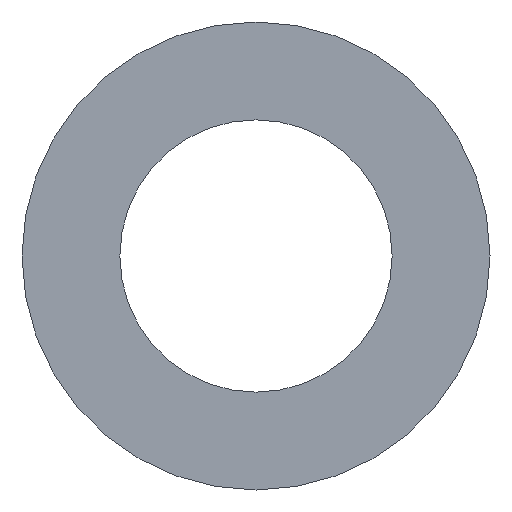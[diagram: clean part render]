
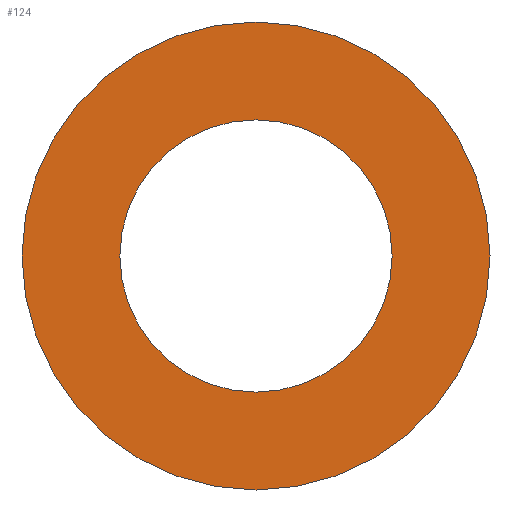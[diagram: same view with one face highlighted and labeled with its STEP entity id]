
A CAD part, front view. The second image highlights one B-rep face of the part: STEP entity #124.
In plain terms, the highlighted planar face has unit normal (0, -1, 0).
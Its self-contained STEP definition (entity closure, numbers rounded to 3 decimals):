
#9 = AXIS2_PLACEMENT_3D ( 'NONE', #66, #206, #119 ) ;
#12 = PLANE ( 'NONE',  #90 ) ;
#13 = DIRECTION ( 'NONE',  ( 0., 1., 0. ) ) ;
#15 = CIRCLE ( 'NONE', #138, 5.5 ) ;
#19 = CARTESIAN_POINT ( 'NONE',  ( 0., 0., 5.5 ) ) ;
#31 = ORIENTED_EDGE ( 'NONE', *, *, #195, .T. ) ;
#37 = CARTESIAN_POINT ( 'NONE',  ( 0., 0., 0. ) ) ;
#38 = CIRCLE ( 'NONE', #136, 3.2 ) ;
#39 = ORIENTED_EDGE ( 'NONE', *, *, #67, .F. ) ;
#42 = EDGE_LOOP ( 'NONE', ( #59, #39 ) ) ;
#50 = EDGE_LOOP ( 'NONE', ( #31, #167 ) ) ;
#52 = CARTESIAN_POINT ( 'NONE',  ( 0., 0., -3.2 ) ) ;
#53 = CARTESIAN_POINT ( 'NONE',  ( 0., 0., 3.2 ) ) ;
#59 = ORIENTED_EDGE ( 'NONE', *, *, #176, .F. ) ;
#63 = AXIS2_PLACEMENT_3D ( 'NONE', #133, #13, #196 ) ;
#66 = CARTESIAN_POINT ( 'NONE',  ( 0., 0., 0. ) ) ;
#67 = EDGE_CURVE ( 'NONE', #157, #98, #15, .T. ) ;
#68 = DIRECTION ( 'NONE',  ( 0., 0., 1. ) ) ;
#90 = AXIS2_PLACEMENT_3D ( 'NONE', #132, #166, #68 ) ;
#98 = VERTEX_POINT ( 'NONE', #145 ) ;
#99 = EDGE_CURVE ( 'NONE', #190, #147, #193, .T. ) ;
#103 = CIRCLE ( 'NONE', #9, 5.5 ) ;
#106 = DIRECTION ( 'NONE',  ( 0., 1., 0. ) ) ;
#109 = DIRECTION ( 'NONE',  ( 0., 0., 1. ) ) ;
#114 = FACE_OUTER_BOUND ( 'NONE', #42, .T. ) ;
#119 = DIRECTION ( 'NONE',  ( 0., 0., 1. ) ) ;
#124 = ADVANCED_FACE ( 'NONE', ( #114, #164 ), #12, .F. ) ;
#132 = CARTESIAN_POINT ( 'NONE',  ( 0., 0., 0. ) ) ;
#133 = CARTESIAN_POINT ( 'NONE',  ( 0., 0., 0. ) ) ;
#136 = AXIS2_PLACEMENT_3D ( 'NONE', #37, #106, #151 ) ;
#138 = AXIS2_PLACEMENT_3D ( 'NONE', #192, #144, #109 ) ;
#144 = DIRECTION ( 'NONE',  ( 0., 1., 0. ) ) ;
#145 = CARTESIAN_POINT ( 'NONE',  ( 0., 0., -5.5 ) ) ;
#147 = VERTEX_POINT ( 'NONE', #52 ) ;
#151 = DIRECTION ( 'NONE',  ( 0., 0., 1. ) ) ;
#157 = VERTEX_POINT ( 'NONE', #19 ) ;
#164 = FACE_BOUND ( 'NONE', #50, .T. ) ;
#166 = DIRECTION ( 'NONE',  ( 0., 1., 0. ) ) ;
#167 = ORIENTED_EDGE ( 'NONE', *, *, #99, .T. ) ;
#176 = EDGE_CURVE ( 'NONE', #98, #157, #103, .T. ) ;
#190 = VERTEX_POINT ( 'NONE', #53 ) ;
#192 = CARTESIAN_POINT ( 'NONE',  ( 0., 0., 0. ) ) ;
#193 = CIRCLE ( 'NONE', #63, 3.2 ) ;
#195 = EDGE_CURVE ( 'NONE', #147, #190, #38, .T. ) ;
#196 = DIRECTION ( 'NONE',  ( 0., 0., 1. ) ) ;
#206 = DIRECTION ( 'NONE',  ( 0., 1., 0. ) ) ;
